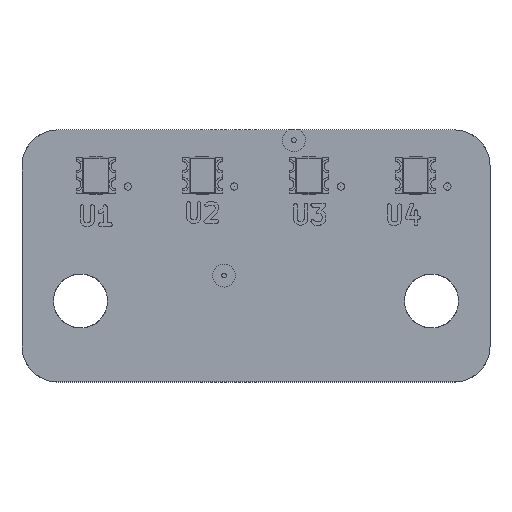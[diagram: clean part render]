
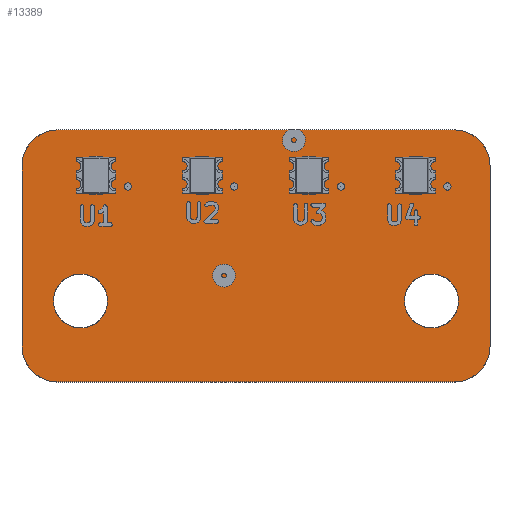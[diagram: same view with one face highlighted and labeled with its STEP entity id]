
A CAD part, top view. The second image highlights one B-rep face of the part: STEP entity #13389.
In plain terms, the highlighted planar face has unit normal (0, 0, 1).
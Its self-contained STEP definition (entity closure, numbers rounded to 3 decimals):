
#13389 = ADVANCED_FACE('',(#13390,#13524,#13551),#13578,.T.);
#13390 = FACE_BOUND('',#13391,.F.);
#13391 = EDGE_LOOP('',(#13392,#13403,#13411,#13419,#13427,#13436,#13444,
    #13452,#13460,#13469,#13477,#13485,#13493,#13502,#13510,#13518));
#13392 = ORIENTED_EDGE('',*,*,#13393,.T.);
#13393 = EDGE_CURVE('',#13394,#13396,#13398,.T.);
#13394 = VERTEX_POINT('',#13395);
#13395 = CARTESIAN_POINT('',(110.253,-79.357,1.56));
#13396 = VERTEX_POINT('',#13397);
#13397 = CARTESIAN_POINT('',(112.107,-77.503,1.56));
#13398 = CIRCLE('',#13399,2.003);
#13399 = AXIS2_PLACEMENT_3D('',#13400,#13401,#13402);
#13400 = CARTESIAN_POINT('',(112.25,-79.5,1.56));
#13401 = DIRECTION('',(0.,0.,-1.));
#13402 = DIRECTION('',(-0.997,0.071,0.));
#13403 = ORIENTED_EDGE('',*,*,#13404,.T.);
#13404 = EDGE_CURVE('',#13396,#13405,#13407,.T.);
#13405 = VERTEX_POINT('',#13406);
#13406 = CARTESIAN_POINT('',(112.25,-77.5,1.56));
#13407 = LINE('',#13408,#13409);
#13408 = CARTESIAN_POINT('',(112.107,-77.503,1.56));
#13409 = VECTOR('',#13410,1.);
#13410 = DIRECTION('',(1.,0.018,0.));
#13411 = ORIENTED_EDGE('',*,*,#13412,.T.);
#13412 = EDGE_CURVE('',#13405,#13413,#13415,.T.);
#13413 = VERTEX_POINT('',#13414);
#13414 = CARTESIAN_POINT('',(134.25,-77.5,1.56));
#13415 = LINE('',#13416,#13417);
#13416 = CARTESIAN_POINT('',(112.25,-77.5,1.56));
#13417 = VECTOR('',#13418,1.);
#13418 = DIRECTION('',(1.,0.,0.));
#13419 = ORIENTED_EDGE('',*,*,#13420,.T.);
#13420 = EDGE_CURVE('',#13413,#13421,#13423,.T.);
#13421 = VERTEX_POINT('',#13422);
#13422 = CARTESIAN_POINT('',(134.393,-77.503,1.56));
#13423 = LINE('',#13424,#13425);
#13424 = CARTESIAN_POINT('',(134.25,-77.5,1.56));
#13425 = VECTOR('',#13426,1.);
#13426 = DIRECTION('',(1.,-0.018,0.));
#13427 = ORIENTED_EDGE('',*,*,#13428,.T.);
#13428 = EDGE_CURVE('',#13421,#13429,#13431,.T.);
#13429 = VERTEX_POINT('',#13430);
#13430 = CARTESIAN_POINT('',(136.247,-79.357,1.56));
#13431 = CIRCLE('',#13432,2.003);
#13432 = AXIS2_PLACEMENT_3D('',#13433,#13434,#13435);
#13433 = CARTESIAN_POINT('',(134.25,-79.5,1.56));
#13434 = DIRECTION('',(0.,0.,-1.));
#13435 = DIRECTION('',(0.071,0.997,0.));
#13436 = ORIENTED_EDGE('',*,*,#13437,.T.);
#13437 = EDGE_CURVE('',#13429,#13438,#13440,.T.);
#13438 = VERTEX_POINT('',#13439);
#13439 = CARTESIAN_POINT('',(136.25,-79.5,1.56));
#13440 = LINE('',#13441,#13442);
#13441 = CARTESIAN_POINT('',(136.247,-79.357,1.56));
#13442 = VECTOR('',#13443,1.);
#13443 = DIRECTION('',(0.018,-1.,0.));
#13444 = ORIENTED_EDGE('',*,*,#13445,.T.);
#13445 = EDGE_CURVE('',#13438,#13446,#13448,.T.);
#13446 = VERTEX_POINT('',#13447);
#13447 = CARTESIAN_POINT('',(136.25,-89.5,1.56));
#13448 = LINE('',#13449,#13450);
#13449 = CARTESIAN_POINT('',(136.25,-79.5,1.56));
#13450 = VECTOR('',#13451,1.);
#13451 = DIRECTION('',(0.,-1.,0.));
#13452 = ORIENTED_EDGE('',*,*,#13453,.T.);
#13453 = EDGE_CURVE('',#13446,#13454,#13456,.T.);
#13454 = VERTEX_POINT('',#13455);
#13455 = CARTESIAN_POINT('',(136.247,-89.643,1.56));
#13456 = LINE('',#13457,#13458);
#13457 = CARTESIAN_POINT('',(136.25,-89.5,1.56));
#13458 = VECTOR('',#13459,1.);
#13459 = DIRECTION('',(-0.018,-1.,0.));
#13460 = ORIENTED_EDGE('',*,*,#13461,.T.);
#13461 = EDGE_CURVE('',#13454,#13462,#13464,.T.);
#13462 = VERTEX_POINT('',#13463);
#13463 = CARTESIAN_POINT('',(134.393,-91.497,1.56));
#13464 = CIRCLE('',#13465,2.003);
#13465 = AXIS2_PLACEMENT_3D('',#13466,#13467,#13468);
#13466 = CARTESIAN_POINT('',(134.25,-89.5,1.56));
#13467 = DIRECTION('',(0.,0.,-1.));
#13468 = DIRECTION('',(0.997,-0.071,0.));
#13469 = ORIENTED_EDGE('',*,*,#13470,.T.);
#13470 = EDGE_CURVE('',#13462,#13471,#13473,.T.);
#13471 = VERTEX_POINT('',#13472);
#13472 = CARTESIAN_POINT('',(134.25,-91.5,1.56));
#13473 = LINE('',#13474,#13475);
#13474 = CARTESIAN_POINT('',(134.393,-91.497,1.56));
#13475 = VECTOR('',#13476,1.);
#13476 = DIRECTION('',(-1.,-0.018,0.));
#13477 = ORIENTED_EDGE('',*,*,#13478,.T.);
#13478 = EDGE_CURVE('',#13471,#13479,#13481,.T.);
#13479 = VERTEX_POINT('',#13480);
#13480 = CARTESIAN_POINT('',(112.25,-91.5,1.56));
#13481 = LINE('',#13482,#13483);
#13482 = CARTESIAN_POINT('',(134.25,-91.5,1.56));
#13483 = VECTOR('',#13484,1.);
#13484 = DIRECTION('',(-1.,0.,0.));
#13485 = ORIENTED_EDGE('',*,*,#13486,.T.);
#13486 = EDGE_CURVE('',#13479,#13487,#13489,.T.);
#13487 = VERTEX_POINT('',#13488);
#13488 = CARTESIAN_POINT('',(112.107,-91.497,1.56));
#13489 = LINE('',#13490,#13491);
#13490 = CARTESIAN_POINT('',(112.25,-91.5,1.56));
#13491 = VECTOR('',#13492,1.);
#13492 = DIRECTION('',(-1.,0.018,0.));
#13493 = ORIENTED_EDGE('',*,*,#13494,.T.);
#13494 = EDGE_CURVE('',#13487,#13495,#13497,.T.);
#13495 = VERTEX_POINT('',#13496);
#13496 = CARTESIAN_POINT('',(110.253,-89.643,1.56));
#13497 = CIRCLE('',#13498,2.003);
#13498 = AXIS2_PLACEMENT_3D('',#13499,#13500,#13501);
#13499 = CARTESIAN_POINT('',(112.25,-89.5,1.56));
#13500 = DIRECTION('',(0.,0.,-1.));
#13501 = DIRECTION('',(-0.071,-0.997,-0.));
#13502 = ORIENTED_EDGE('',*,*,#13503,.T.);
#13503 = EDGE_CURVE('',#13495,#13504,#13506,.T.);
#13504 = VERTEX_POINT('',#13505);
#13505 = CARTESIAN_POINT('',(110.25,-89.5,1.56));
#13506 = LINE('',#13507,#13508);
#13507 = CARTESIAN_POINT('',(110.253,-89.643,1.56));
#13508 = VECTOR('',#13509,1.);
#13509 = DIRECTION('',(-0.018,1.,0.));
#13510 = ORIENTED_EDGE('',*,*,#13511,.T.);
#13511 = EDGE_CURVE('',#13504,#13512,#13514,.T.);
#13512 = VERTEX_POINT('',#13513);
#13513 = CARTESIAN_POINT('',(110.25,-79.5,1.56));
#13514 = LINE('',#13515,#13516);
#13515 = CARTESIAN_POINT('',(110.25,-89.5,1.56));
#13516 = VECTOR('',#13517,1.);
#13517 = DIRECTION('',(0.,1.,0.));
#13518 = ORIENTED_EDGE('',*,*,#13519,.T.);
#13519 = EDGE_CURVE('',#13512,#13394,#13520,.T.);
#13520 = LINE('',#13521,#13522);
#13521 = CARTESIAN_POINT('',(110.25,-79.5,1.56));
#13522 = VECTOR('',#13523,1.);
#13523 = DIRECTION('',(0.018,1.,0.));
#13524 = FACE_BOUND('',#13525,.F.);
#13525 = EDGE_LOOP('',(#13526,#13536,#13545));
#13526 = ORIENTED_EDGE('',*,*,#13527,.T.);
#13527 = EDGE_CURVE('',#13528,#13530,#13532,.T.);
#13528 = VERTEX_POINT('',#13529);
#13529 = CARTESIAN_POINT('',(115.,-87.,1.56));
#13530 = VERTEX_POINT('',#13531);
#13531 = CARTESIAN_POINT('',(114.997,-86.876,1.56));
#13532 = LINE('',#13533,#13534);
#13533 = CARTESIAN_POINT('',(115.,-87.,1.56));
#13534 = VECTOR('',#13535,1.);
#13535 = DIRECTION('',(-0.021,1.,0.));
#13536 = ORIENTED_EDGE('',*,*,#13537,.T.);
#13537 = EDGE_CURVE('',#13530,#13538,#13540,.T.);
#13538 = VERTEX_POINT('',#13539);
#13539 = CARTESIAN_POINT('',(114.997,-87.124,1.56));
#13540 = CIRCLE('',#13541,1.503);
#13541 = AXIS2_PLACEMENT_3D('',#13542,#13543,#13544);
#13542 = CARTESIAN_POINT('',(113.5,-87.,1.56));
#13543 = DIRECTION('',(0.,0.,1.));
#13544 = DIRECTION('',(0.997,0.083,-0.));
#13545 = ORIENTED_EDGE('',*,*,#13546,.T.);
#13546 = EDGE_CURVE('',#13538,#13528,#13547,.T.);
#13547 = LINE('',#13548,#13549);
#13548 = CARTESIAN_POINT('',(114.997,-87.124,1.56));
#13549 = VECTOR('',#13550,1.);
#13550 = DIRECTION('',(0.021,1.,0.));
#13551 = FACE_BOUND('',#13552,.F.);
#13552 = EDGE_LOOP('',(#13553,#13563,#13572));
#13553 = ORIENTED_EDGE('',*,*,#13554,.T.);
#13554 = EDGE_CURVE('',#13555,#13557,#13559,.T.);
#13555 = VERTEX_POINT('',#13556);
#13556 = CARTESIAN_POINT('',(134.5,-87.,1.56));
#13557 = VERTEX_POINT('',#13558);
#13558 = CARTESIAN_POINT('',(134.497,-86.876,1.56));
#13559 = LINE('',#13560,#13561);
#13560 = CARTESIAN_POINT('',(134.5,-87.,1.56));
#13561 = VECTOR('',#13562,1.);
#13562 = DIRECTION('',(-0.021,1.,0.));
#13563 = ORIENTED_EDGE('',*,*,#13564,.T.);
#13564 = EDGE_CURVE('',#13557,#13565,#13567,.T.);
#13565 = VERTEX_POINT('',#13566);
#13566 = CARTESIAN_POINT('',(134.497,-87.124,1.56));
#13567 = CIRCLE('',#13568,1.503);
#13568 = AXIS2_PLACEMENT_3D('',#13569,#13570,#13571);
#13569 = CARTESIAN_POINT('',(133.,-87.,1.56));
#13570 = DIRECTION('',(0.,0.,1.));
#13571 = DIRECTION('',(0.997,0.083,-0.));
#13572 = ORIENTED_EDGE('',*,*,#13573,.T.);
#13573 = EDGE_CURVE('',#13565,#13555,#13574,.T.);
#13574 = LINE('',#13575,#13576);
#13575 = CARTESIAN_POINT('',(134.497,-87.124,1.56));
#13576 = VECTOR('',#13577,1.);
#13577 = DIRECTION('',(0.021,1.,0.));
#13578 = PLANE('',#13579);
#13579 = AXIS2_PLACEMENT_3D('',#13580,#13581,#13582);
#13580 = CARTESIAN_POINT('',(0.,0.,1.56));
#13581 = DIRECTION('',(0.,0.,1.));
#13582 = DIRECTION('',(1.,0.,-0.));
